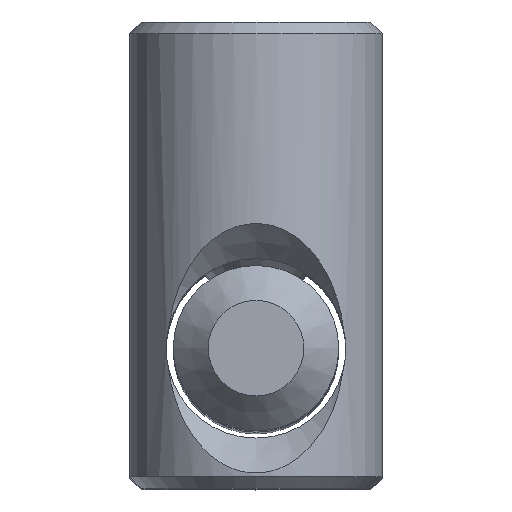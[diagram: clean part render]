
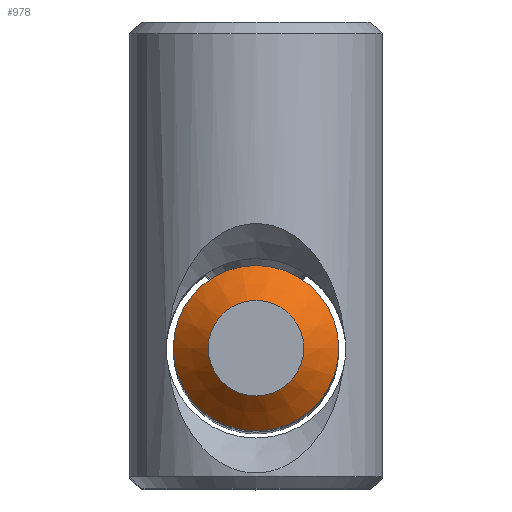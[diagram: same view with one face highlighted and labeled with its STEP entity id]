
A CAD part, top view. The second image highlights one B-rep face of the part: STEP entity #978.
In plain terms, the highlighted conical face has half-angle 45 degrees and reference radius 3.55 mm.
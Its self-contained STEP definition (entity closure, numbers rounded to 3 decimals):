
#978=ADVANCED_FACE('',(#1052,#1053),#1054,.T.);
#1052=FACE_BOUND('',#1140,.T.);
#1053=FACE_OUTER_BOUND('',#1141,.T.);
#1054=CONICAL_SURFACE('',#1142,3.55,0.785);
#1140=EDGE_LOOP('',(#1321));
#1141=EDGE_LOOP('',(#1322));
#1142=AXIS2_PLACEMENT_3D('',#1323,#1324,#1325);
#1321=ORIENTED_EDGE('',*,*,#1401,.T.);
#1322=ORIENTED_EDGE('',*,*,#1402,.F.);
#1323=CARTESIAN_POINT('',(0.0,0.0,24.));
#1324=DIRECTION('',(-0.0,0.0,-1.0));
#1325=DIRECTION('',(-1.0,0.0,0.0));
#1401=EDGE_CURVE('',#1481,#1481,#1482,.T.);
#1402=EDGE_CURVE('',#1483,#1483,#1484,.T.);
#1481=VERTEX_POINT('',#1786);
#1482=CIRCLE('',#1787,2.05);
#1483=VERTEX_POINT('',#1788);
#1484=CIRCLE('',#1789,3.55);
#1786=CARTESIAN_POINT('',(-2.05,0.0,25.5));
#1787=AXIS2_PLACEMENT_3D('',#1862,#1863,#1864);
#1788=CARTESIAN_POINT('',(-3.55,0.0,24.));
#1789=AXIS2_PLACEMENT_3D('',#1865,#1866,#1867);
#1862=CARTESIAN_POINT('',(0.0,0.0,25.5));
#1863=DIRECTION('',(0.0,0.0,-1.0));
#1864=DIRECTION('',(-1.0,0.0,0.0));
#1865=CARTESIAN_POINT('',(0.0,0.0,24.));
#1866=DIRECTION('',(0.0,0.0,-1.0));
#1867=DIRECTION('',(-1.0,0.0,0.0));
